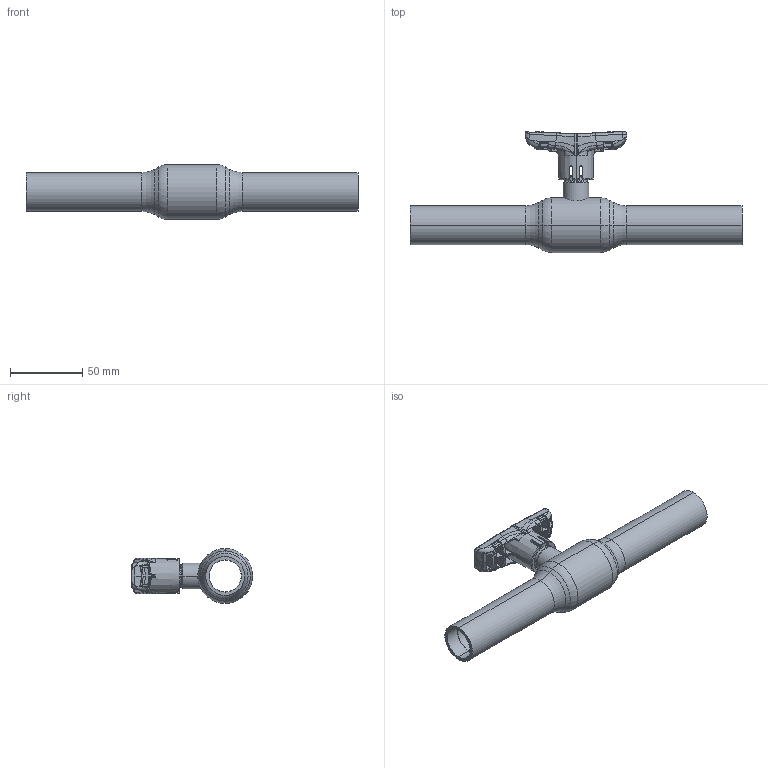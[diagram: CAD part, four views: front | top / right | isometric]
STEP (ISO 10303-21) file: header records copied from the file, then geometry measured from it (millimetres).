
FILE_DESCRIPTION (( 'STEP AP214' ), '1' );
FILE_NAME ('1020003000-2401.step', '2023-09-15T10:40:38', ( '' ), ( '' ), 'SwSTEP 2.0', 'SolidWorks 2021', '' );
FILE_SCHEMA (( 'AUTOMOTIVE_DESIGN' ));
Length unit declared in the file: millimetre
Products named in the file (1): 1020003000-2401
Bounding box: 230 x 83.99 x 38 mm (x, y, z)
Surface area: 42682.7 mm2 (no closed solid volume)
Topology: 0 solids, 4 shells, 609 faces, 1878 edges, 1178 vertices
Faces by surface type: bspline 500, plane 43, cylinder 32, cone 17, torus 17
Entity records: 49449 total; most frequent: CARTESIAN_POINT 30715, ORIENTED_EDGE 3149, EDGE_CURVE 1874, B_SPLINE_CURVE_WITH_KNOTS 1332, VERTEX_POINT 1178, DIRECTION 1154, EDGE_LOOP 615, UNCERTAINTY_MEASURE_WITH_UNIT 611
